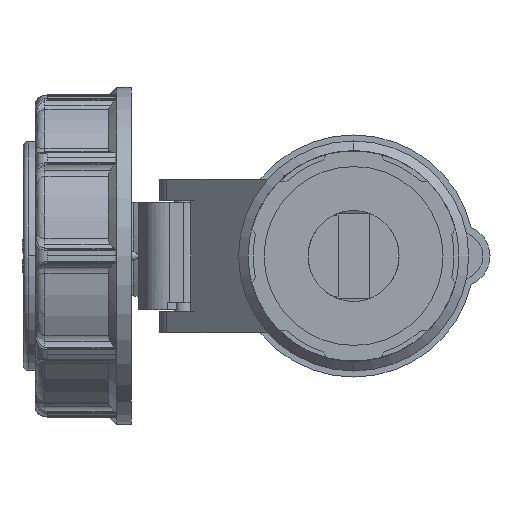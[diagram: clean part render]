
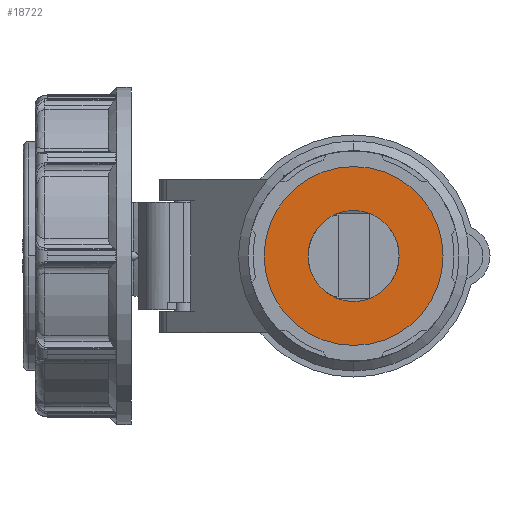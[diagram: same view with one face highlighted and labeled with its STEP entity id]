
A CAD part, front view. The second image highlights one B-rep face of the part: STEP entity #18722.
In plain terms, the highlighted planar face has unit normal (0, -1, 0).
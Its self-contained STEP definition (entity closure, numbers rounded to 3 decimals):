
#89 = CARTESIAN_POINT ( 'NONE',  ( -4.784, -154.36, 8.301 ) ) ;
#200 = ORIENTED_EDGE ( 'NONE', *, *, #9574, .F. ) ;
#207 = CARTESIAN_POINT ( 'NONE',  ( 0., -154.36, 0. ) ) ;
#402 = DIRECTION ( 'NONE',  ( 0., -1., 0. ) ) ;
#507 = CARTESIAN_POINT ( 'NONE',  ( -9.5, -154.36, 0. ) ) ;
#1595 = CARTESIAN_POINT ( 'NONE',  ( 5.838, -154.36, 7.597 ) ) ;
#1621 = CARTESIAN_POINT ( 'NONE',  ( -9.5, -154.36, 0. ) ) ;
#1656 = EDGE_CURVE ( 'NONE', #8376, #11026, #6841, .T. ) ;
#1955 = CARTESIAN_POINT ( 'NONE',  ( -5.838, -154.36, 7.597 ) ) ;
#2168 = EDGE_LOOP ( 'NONE', ( #8013, #8525 ) ) ;
#2622 = ORIENTED_EDGE ( 'NONE', *, *, #1656, .F. ) ;
#2683 = CARTESIAN_POINT ( 'NONE',  ( 0., -154.36, -18.692 ) ) ;
#2919 = B_SPLINE_CURVE_WITH_KNOTS ( 'NONE', 3,
 ( #3938, #9529, #11391, #18954, #13366, #1595, #15339, #9177, #20948, #11156, #7420, #89, #1955, #11028, #11516, #9644, #20584, #17090 ),
 .UNSPECIFIED., .F., .F.,
 ( 4, 2, 2, 2, 2, 2, 2, 2, 4 ),
 ( 0., 0.063, 0.125, 0.188, 0.25, 0.313, 0.375, 0.438, 0.5 ),
 .UNSPECIFIED. ) ;
#3938 = CARTESIAN_POINT ( 'NONE',  ( 9.5, -154.36, 0. ) ) ;
#4003 = CARTESIAN_POINT ( 'NONE',  ( -9.5, -154.36, -1.244 ) ) ;
#4112 = CARTESIAN_POINT ( 'NONE',  ( -8.301, -154.36, -4.784 ) ) ;
#4229 = CARTESIAN_POINT ( 'NONE',  ( -2.487, -154.36, -9.253 ) ) ;
#4554 = EDGE_CURVE ( 'NONE', #9669, #20720, #14572, .T. ) ;
#4985 = AXIS2_PLACEMENT_3D ( 'NONE', #19760, #402, #8089 ) ;
#5175 = AXIS2_PLACEMENT_3D ( 'NONE', #6975, #14559, #12703 ) ;
#5395 = CARTESIAN_POINT ( 'NONE',  ( 0., -154.36, 18.692 ) ) ;
#5727 = CARTESIAN_POINT ( 'NONE',  ( 7.597, -154.36, -5.838 ) ) ;
#5792 = DIRECTION ( 'NONE',  ( 0., 0., 1. ) ) ;
#6155 = FACE_BOUND ( 'NONE', #12286, .T. ) ;
#6841 = B_SPLINE_CURVE_WITH_KNOTS ( 'NONE', 3,
 ( #507, #4003, #13548, #4112, #23224, #11687, #17026, #4229, #19243, #9828, #11820, #17506, #15634, #5727, #19496, #13304, #19014, #23589 ),
 .UNSPECIFIED., .F., .F.,
 ( 4, 2, 2, 2, 2, 2, 2, 2, 4 ),
 ( 0.5, 0.563, 0.625, 0.688, 0.75, 0.813, 0.875, 0.938, 1. ),
 .UNSPECIFIED. ) ;
#6975 = CARTESIAN_POINT ( 'NONE',  ( 0., -154.36, 0. ) ) ;
#7420 = CARTESIAN_POINT ( 'NONE',  ( -2.487, -154.36, 9.253 ) ) ;
#8013 = ORIENTED_EDGE ( 'NONE', *, *, #4554, .T. ) ;
#8089 = DIRECTION ( 'NONE',  ( 0., 0., 1. ) ) ;
#8376 = VERTEX_POINT ( 'NONE', #1621 ) ;
#8525 = ORIENTED_EDGE ( 'NONE', *, *, #12863, .T. ) ;
#9177 = CARTESIAN_POINT ( 'NONE',  ( 2.487, -154.36, 9.253 ) ) ;
#9529 = CARTESIAN_POINT ( 'NONE',  ( 9.5, -154.36, 1.244 ) ) ;
#9574 = EDGE_CURVE ( 'NONE', #11026, #8376, #2919, .T. ) ;
#9644 = CARTESIAN_POINT ( 'NONE',  ( -9.253, -154.36, 2.487 ) ) ;
#9669 = VERTEX_POINT ( 'NONE', #2683 ) ;
#9828 = CARTESIAN_POINT ( 'NONE',  ( 1.244, -154.36, -9.5 ) ) ;
#11026 = VERTEX_POINT ( 'NONE', #17704 ) ;
#11028 = CARTESIAN_POINT ( 'NONE',  ( -7.597, -154.36, 5.838 ) ) ;
#11125 = CIRCLE ( 'NONE', #5175, 18.692 ) ;
#11156 = CARTESIAN_POINT ( 'NONE',  ( -1.244, -154.36, 9.5 ) ) ;
#11391 = CARTESIAN_POINT ( 'NONE',  ( 9.253, -154.36, 2.487 ) ) ;
#11516 = CARTESIAN_POINT ( 'NONE',  ( -8.301, -154.36, 4.784 ) ) ;
#11687 = CARTESIAN_POINT ( 'NONE',  ( -5.838, -154.36, -7.597 ) ) ;
#11820 = CARTESIAN_POINT ( 'NONE',  ( 2.487, -154.36, -9.253 ) ) ;
#12286 = EDGE_LOOP ( 'NONE', ( #200, #2622 ) ) ;
#12703 = DIRECTION ( 'NONE',  ( 0., 0., 1. ) ) ;
#12863 = EDGE_CURVE ( 'NONE', #20720, #9669, #11125, .T. ) ;
#13304 = CARTESIAN_POINT ( 'NONE',  ( 9.253, -154.36, -2.487 ) ) ;
#13366 = CARTESIAN_POINT ( 'NONE',  ( 7.597, -154.36, 5.838 ) ) ;
#13548 = CARTESIAN_POINT ( 'NONE',  ( -9.253, -154.36, -2.487 ) ) ;
#14388 = AXIS2_PLACEMENT_3D ( 'NONE', #207, #22928, #5792 ) ;
#14559 = DIRECTION ( 'NONE',  ( 0., -1., 0. ) ) ;
#14572 = CIRCLE ( 'NONE', #4985, 18.692 ) ;
#15339 = CARTESIAN_POINT ( 'NONE',  ( 4.784, -154.36, 8.301 ) ) ;
#15634 = CARTESIAN_POINT ( 'NONE',  ( 5.838, -154.36, -7.597 ) ) ;
#17026 = CARTESIAN_POINT ( 'NONE',  ( -4.784, -154.36, -8.301 ) ) ;
#17090 = CARTESIAN_POINT ( 'NONE',  ( -9.5, -154.36, 0. ) ) ;
#17207 = FACE_OUTER_BOUND ( 'NONE', #2168, .T. ) ;
#17326 = PLANE ( 'NONE',  #14388 ) ;
#17506 = CARTESIAN_POINT ( 'NONE',  ( 4.784, -154.36, -8.301 ) ) ;
#17704 = CARTESIAN_POINT ( 'NONE',  ( 9.5, -154.36, 0. ) ) ;
#18722 = ADVANCED_FACE ( 'NONE', ( #17207, #6155 ), #17326, .F. ) ;
#18954 = CARTESIAN_POINT ( 'NONE',  ( 8.301, -154.36, 4.784 ) ) ;
#19014 = CARTESIAN_POINT ( 'NONE',  ( 9.5, -154.36, -1.244 ) ) ;
#19243 = CARTESIAN_POINT ( 'NONE',  ( -1.244, -154.36, -9.5 ) ) ;
#19496 = CARTESIAN_POINT ( 'NONE',  ( 8.301, -154.36, -4.784 ) ) ;
#19760 = CARTESIAN_POINT ( 'NONE',  ( 0., -154.36, 0. ) ) ;
#20584 = CARTESIAN_POINT ( 'NONE',  ( -9.5, -154.36, 1.244 ) ) ;
#20720 = VERTEX_POINT ( 'NONE', #5395 ) ;
#20948 = CARTESIAN_POINT ( 'NONE',  ( 1.244, -154.36, 9.5 ) ) ;
#22928 = DIRECTION ( 'NONE',  ( 0., 1., 0. ) ) ;
#23224 = CARTESIAN_POINT ( 'NONE',  ( -7.597, -154.36, -5.838 ) ) ;
#23589 = CARTESIAN_POINT ( 'NONE',  ( 9.5, -154.36, 0. ) ) ;
